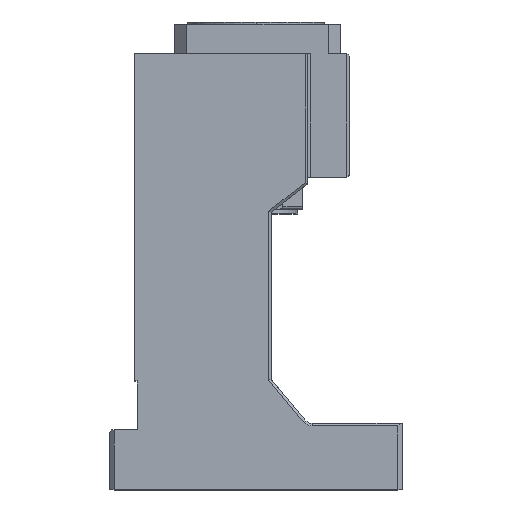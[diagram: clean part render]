
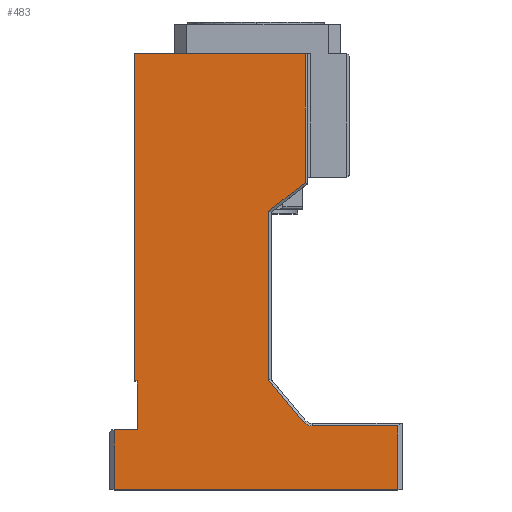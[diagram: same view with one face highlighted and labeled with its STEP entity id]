
A CAD part, top view. The second image highlights one B-rep face of the part: STEP entity #483.
In plain terms, the highlighted planar face has unit normal (0, 0, 1).
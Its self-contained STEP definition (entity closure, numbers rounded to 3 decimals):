
#31 = DIRECTION ( 'NONE',  ( 0., 1., 0. ) ) ;
#78 = CARTESIAN_POINT ( 'NONE',  ( 9.616, 23.25, 30. ) ) ;
#90 = VECTOR ( 'NONE', #533, 1000. ) ;
#149 = EDGE_CURVE ( 'NONE', #2667, #1163, #1649, .T. ) ;
#214 = VECTOR ( 'NONE', #2703, 1000. ) ;
#233 = CARTESIAN_POINT ( 'NONE',  ( -24.3, 21.55, 30. ) ) ;
#248 = EDGE_CURVE ( 'NONE', #1350, #3283, #2420, .T. ) ;
#328 = CARTESIAN_POINT ( 'NONE',  ( -29., 9.35, 30. ) ) ;
#362 = ORIENTED_EDGE ( 'NONE', *, *, #248, .F. ) ;
#376 = CIRCLE ( 'NONE', #1178, 2.5 ) ;
#483 = ADVANCED_FACE ( 'NONE', ( #1076 ), #3195, .T. ) ;
#533 = DIRECTION ( 'NONE',  ( -1., 0., 0. ) ) ;
#671 = DIRECTION ( 'NONE',  ( -1., 0., 0. ) ) ;
#693 = ORIENTED_EDGE ( 'NONE', *, *, #3146, .T. ) ;
#887 = ORIENTED_EDGE ( 'NONE', *, *, #4023, .T. ) ;
#930 = ORIENTED_EDGE ( 'NONE', *, *, #3219, .T. ) ;
#971 = ORIENTED_EDGE ( 'NONE', *, *, #1734, .F. ) ;
#999 = EDGE_CURVE ( 'NONE', #2023, #1897, #1331, .T. ) ;
#1020 = VERTEX_POINT ( 'NONE', #4052 ) ;
#1028 = CARTESIAN_POINT ( 'NONE',  ( 2.716, 31.53, 30. ) ) ;
#1076 = FACE_OUTER_BOUND ( 'NONE', #1156, .T. ) ;
#1095 = DIRECTION ( 'NONE',  ( 1., 0., 0. ) ) ;
#1122 = CARTESIAN_POINT ( 'NONE',  ( 30., 9.35, 30. ) ) ;
#1140 = CARTESIAN_POINT ( 'NONE',  ( 10.1, 22.85, 30. ) ) ;
#1156 = EDGE_LOOP ( 'NONE', ( #887, #693, #1630, #1743, #5441, #4962, #930, #3649, #362, #971, #4122, #3277, #2661, #2917 ) ) ;
#1163 = VERTEX_POINT ( 'NONE', #4682 ) ;
#1178 = AXIS2_PLACEMENT_3D ( 'NONE', #3191, #2746, #1095 ) ;
#1310 = CARTESIAN_POINT ( 'NONE',  ( 29., 9.35, 30. ) ) ;
#1331 = LINE ( 'NONE', #1387, #3104 ) ;
#1350 = VERTEX_POINT ( 'NONE', #1484 ) ;
#1387 = CARTESIAN_POINT ( 'NONE',  ( -29., 22.85, 30. ) ) ;
#1388 = CARTESIAN_POINT ( 'NONE',  ( 30., 22.85, 30. ) ) ;
#1484 = CARTESIAN_POINT ( 'NONE',  ( -24.9, 31.55, 30. ) ) ;
#1498 = DIRECTION ( 'NONE',  ( 1., 0., 0. ) ) ;
#1534 = VECTOR ( 'NONE', #1588, 1000. ) ;
#1570 = LINE ( 'NONE', #1122, #5287 ) ;
#1588 = DIRECTION ( 'NONE',  ( -1., 0., 0. ) ) ;
#1590 = VERTEX_POINT ( 'NONE', #1310 ) ;
#1625 = VECTOR ( 'NONE', #4385, 1000. ) ;
#1630 = ORIENTED_EDGE ( 'NONE', *, *, #2800, .T. ) ;
#1649 = LINE ( 'NONE', #3019, #3687 ) ;
#1734 = EDGE_CURVE ( 'NONE', #4854, #1350, #4374, .T. ) ;
#1743 = ORIENTED_EDGE ( 'NONE', *, *, #3438, .T. ) ;
#1897 = VERTEX_POINT ( 'NONE', #328 ) ;
#1997 = CARTESIAN_POINT ( 'NONE',  ( -24.9, 22.85, 30. ) ) ;
#2012 = VECTOR ( 'NONE', #4590, 1000. ) ;
#2023 = VERTEX_POINT ( 'NONE', #3749 ) ;
#2151 = LINE ( 'NONE', #3850, #3966 ) ;
#2163 = VERTEX_POINT ( 'NONE', #78 ) ;
#2175 = CARTESIAN_POINT ( 'NONE',  ( 29., 22.35, 30. ) ) ;
#2420 = LINE ( 'NONE', #1997, #2720 ) ;
#2425 = LINE ( 'NONE', #2507, #2012 ) ;
#2446 = DIRECTION ( 'NONE',  ( 0., 1., 0. ) ) ;
#2506 = DIRECTION ( 'NONE',  ( 1., 0., 0. ) ) ;
#2507 = CARTESIAN_POINT ( 'NONE',  ( 10.292, 72.294, 30. ) ) ;
#2661 = ORIENTED_EDGE ( 'NONE', *, *, #999, .T. ) ;
#2667 = VERTEX_POINT ( 'NONE', #5193 ) ;
#2668 = EDGE_CURVE ( 'NONE', #4854, #3694, #3919, .T. ) ;
#2703 = DIRECTION ( 'NONE',  ( -0.64, 0.768, 0. ) ) ;
#2720 = VECTOR ( 'NONE', #2446, 1000. ) ;
#2746 = DIRECTION ( 'NONE',  ( 0., 0., -1. ) ) ;
#2800 = EDGE_CURVE ( 'NONE', #1020, #2163, #376, .T. ) ;
#2841 = DIRECTION ( 'NONE',  ( 0., 1., 0. ) ) ;
#2871 = LINE ( 'NONE', #1140, #2976 ) ;
#2899 = VERTEX_POINT ( 'NONE', #4185 ) ;
#2917 = ORIENTED_EDGE ( 'NONE', *, *, #3813, .F. ) ;
#2976 = VECTOR ( 'NONE', #2841, 1000. ) ;
#3019 = CARTESIAN_POINT ( 'NONE',  ( 2.6, 66.05, 30. ) ) ;
#3104 = VECTOR ( 'NONE', #4365, 1000. ) ;
#3142 = CARTESIAN_POINT ( 'NONE',  ( -24.3, 31.55, 30. ) ) ;
#3146 = EDGE_CURVE ( 'NONE', #4434, #1020, #4478, .T. ) ;
#3191 = CARTESIAN_POINT ( 'NONE',  ( 11.537, 24.85, 30. ) ) ;
#3195 = PLANE ( 'NONE',  #3968 ) ;
#3219 = EDGE_CURVE ( 'NONE', #2899, #3606, #2871, .T. ) ;
#3257 = DIRECTION ( 'NONE',  ( -1., 0., 0. ) ) ;
#3277 = ORIENTED_EDGE ( 'NONE', *, *, #5240, .T. ) ;
#3283 = VERTEX_POINT ( 'NONE', #3366 ) ;
#3341 = EDGE_CURVE ( 'NONE', #3283, #3606, #3868, .T. ) ;
#3366 = CARTESIAN_POINT ( 'NONE',  ( -24.9, 98.5, 30. ) ) ;
#3438 = EDGE_CURVE ( 'NONE', #2163, #2667, #4788, .T. ) ;
#3606 = VERTEX_POINT ( 'NONE', #5167 ) ;
#3649 = ORIENTED_EDGE ( 'NONE', *, *, #3341, .F. ) ;
#3687 = VECTOR ( 'NONE', #4293, 1000. ) ;
#3694 = VERTEX_POINT ( 'NONE', #233 ) ;
#3749 = CARTESIAN_POINT ( 'NONE',  ( -29., 21.55, 30. ) ) ;
#3813 = EDGE_CURVE ( 'NONE', #1590, #1897, #1570, .T. ) ;
#3850 = CARTESIAN_POINT ( 'NONE',  ( 29., 22.85, 30. ) ) ;
#3868 = LINE ( 'NONE', #3902, #5373 ) ;
#3902 = CARTESIAN_POINT ( 'NONE',  ( -24.9, 98.5, 30. ) ) ;
#3919 = LINE ( 'NONE', #3142, #1625 ) ;
#3956 = CARTESIAN_POINT ( 'NONE',  ( -24.9, 31.55, 30. ) ) ;
#3966 = VECTOR ( 'NONE', #31, 1000. ) ;
#3968 = AXIS2_PLACEMENT_3D ( 'NONE', #1388, #4054, #1498 ) ;
#4023 = EDGE_CURVE ( 'NONE', #1590, #4434, #2151, .T. ) ;
#4052 = CARTESIAN_POINT ( 'NONE',  ( 11.537, 22.35, 30. ) ) ;
#4054 = DIRECTION ( 'NONE',  ( 0., 0., 1. ) ) ;
#4119 = LINE ( 'NONE', #4430, #5402 ) ;
#4122 = ORIENTED_EDGE ( 'NONE', *, *, #2668, .T. ) ;
#4185 = CARTESIAN_POINT ( 'NONE',  ( 10.1, 72.144, 30. ) ) ;
#4293 = DIRECTION ( 'NONE',  ( 0., 1., 0. ) ) ;
#4365 = DIRECTION ( 'NONE',  ( 0., -1., 0. ) ) ;
#4374 = LINE ( 'NONE', #3956, #90 ) ;
#4385 = DIRECTION ( 'NONE',  ( 0., -1., 0. ) ) ;
#4430 = CARTESIAN_POINT ( 'NONE',  ( -24.3, 21.55, 30. ) ) ;
#4434 = VERTEX_POINT ( 'NONE', #2175 ) ;
#4478 = LINE ( 'NONE', #4510, #1534 ) ;
#4510 = CARTESIAN_POINT ( 'NONE',  ( 11.537, 22.35, 30. ) ) ;
#4573 = CARTESIAN_POINT ( 'NONE',  ( -24.3, 31.55, 30. ) ) ;
#4590 = DIRECTION ( 'NONE',  ( 0.789, 0.615, 0. ) ) ;
#4682 = CARTESIAN_POINT ( 'NONE',  ( 2.6, 66.294, 30. ) ) ;
#4788 = LINE ( 'NONE', #1028, #214 ) ;
#4854 = VERTEX_POINT ( 'NONE', #4573 ) ;
#4962 = ORIENTED_EDGE ( 'NONE', *, *, #5352, .T. ) ;
#5167 = CARTESIAN_POINT ( 'NONE',  ( 10.1, 98.5, 30. ) ) ;
#5193 = CARTESIAN_POINT ( 'NONE',  ( 2.6, 31.669, 30. ) ) ;
#5240 = EDGE_CURVE ( 'NONE', #3694, #2023, #4119, .T. ) ;
#5287 = VECTOR ( 'NONE', #671, 1000. ) ;
#5352 = EDGE_CURVE ( 'NONE', #1163, #2899, #2425, .T. ) ;
#5373 = VECTOR ( 'NONE', #2506, 1000. ) ;
#5402 = VECTOR ( 'NONE', #3257, 1000. ) ;
#5441 = ORIENTED_EDGE ( 'NONE', *, *, #149, .T. ) ;
